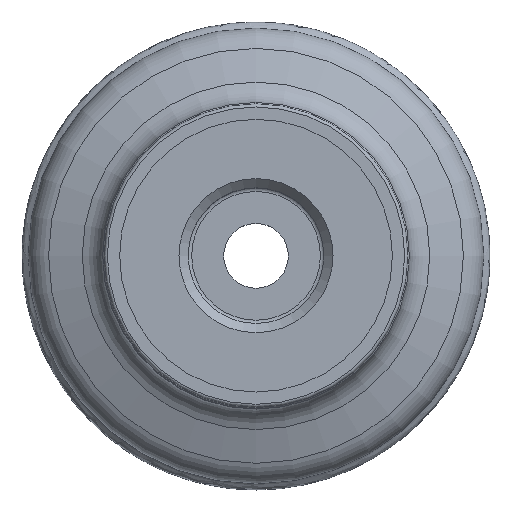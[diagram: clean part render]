
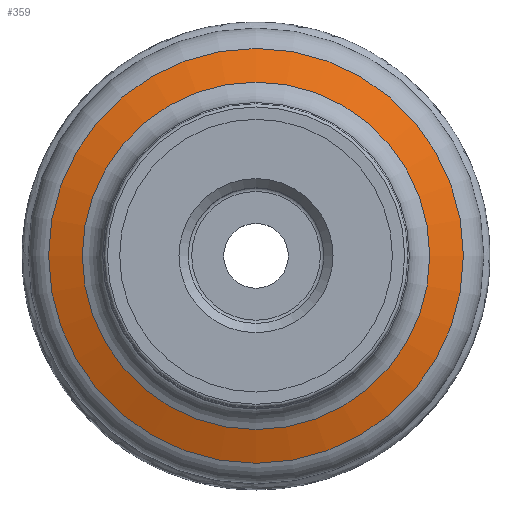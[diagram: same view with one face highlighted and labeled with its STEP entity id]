
A CAD part, top view. The second image highlights one B-rep face of the part: STEP entity #359.
In plain terms, the highlighted conical face has half-angle 70.323 degrees and reference radius 37 mm.
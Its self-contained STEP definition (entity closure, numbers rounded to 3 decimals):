
#102=CONICAL_SURFACE('',#640,37.,70.323);
#137=EDGE_LOOP('',(#209));
#138=EDGE_LOOP('',(#210));
#209=ORIENTED_EDGE('',*,*,#280,.T.);
#210=ORIENTED_EDGE('',*,*,#281,.T.);
#280=EDGE_CURVE('',#479,#479,#316,.T.);
#281=EDGE_CURVE('',#480,#480,#317,.T.);
#316=CIRCLE('',#638,33.684);
#317=CIRCLE('',#639,28.208);
#359=ADVANCED_FACE('SU_5',(#406,#407),#102,.T.);
#406=FACE_BOUND('',#137,.T.);
#407=FACE_BOUND('',#138,.T.);
#479=VERTEX_POINT('',#7824);
#480=VERTEX_POINT('',#7826);
#638=AXIS2_PLACEMENT_3D('',#7823,#761,#762);
#639=AXIS2_PLACEMENT_3D('',#7825,#763,#764);
#640=AXIS2_PLACEMENT_3D('',#7827,#765,#766);
#761=DIRECTION('',(0.,0.,1.));
#762=DIRECTION('',(1.,0.,0.));
#763=DIRECTION('',(0.,0.,-1.));
#764=DIRECTION('',(-1.,0.,0.));
#765=DIRECTION('',(0.,0.,-1.));
#766=DIRECTION('',(-1.,0.,0.));
#7823=CARTESIAN_POINT('',(0.,0.,-20.292));
#7824=CARTESIAN_POINT('',(33.684,0.,-20.292));
#7825=CARTESIAN_POINT('',(0.,0.,-18.334));
#7826=CARTESIAN_POINT('',(-28.208,0.,-18.334));
#7827=CARTESIAN_POINT('',(0.,0.,-21.478));
